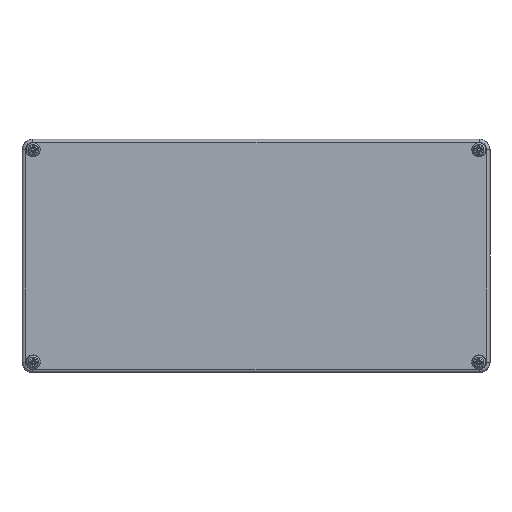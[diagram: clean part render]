
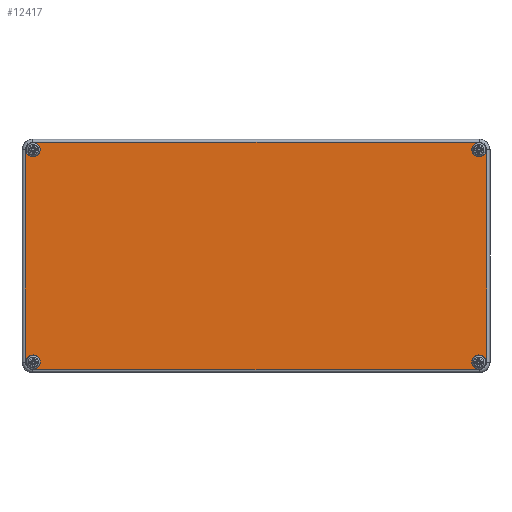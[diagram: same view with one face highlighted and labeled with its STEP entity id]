
A CAD part, top view. The second image highlights one B-rep face of the part: STEP entity #12417.
In plain terms, the highlighted face is planar.
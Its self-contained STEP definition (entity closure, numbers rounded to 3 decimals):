
#11996=CARTESIAN_POINT('',(-114.5,-58.295,-25.0));
#11997=VERTEX_POINT('',#11996);
#12005=CARTESIAN_POINT('',(114.5,-58.295,-25.0));
#12006=VERTEX_POINT('',#12005);
#12007=CARTESIAN_POINT('',(-114.5,-58.295,-25.0));
#12008=DIRECTION('',(1.0,0.0,0.0));
#12009=VECTOR('',#12008,229.);
#12010=LINE('',#12007,#12009);
#12011=EDGE_CURVE('',#11997,#12006,#12010,.T.);
#12038=CARTESIAN_POINT('',(-118.295,-54.5,-25.0));
#12039=VERTEX_POINT('',#12038);
#12047=CARTESIAN_POINT('',(-114.5,-54.5,-25.0));
#12048=DIRECTION('',(0.0,0.0,1.0));
#12049=DIRECTION('',(-0.707,-0.707,0.0));
#12050=AXIS2_PLACEMENT_3D('',#12047,#12048,#12049);
#12051=CIRCLE('',#12050,3.795);
#12052=EDGE_CURVE('',#12039,#11997,#12051,.T.);
#12070=CARTESIAN_POINT('',(118.295,-54.5,-25.0));
#12071=VERTEX_POINT('',#12070);
#12089=CARTESIAN_POINT('',(114.5,-54.5,-25.0));
#12090=DIRECTION('',(0.0,0.0,1.0));
#12091=DIRECTION('',(0.707,-0.707,0.0));
#12092=AXIS2_PLACEMENT_3D('',#12089,#12090,#12091);
#12093=CIRCLE('',#12092,3.795);
#12094=EDGE_CURVE('',#12006,#12071,#12093,.T.);
#12106=CARTESIAN_POINT('',(-118.295,54.5,-25.0));
#12107=VERTEX_POINT('',#12106);
#12115=CARTESIAN_POINT('',(-118.295,54.5,-25.0));
#12116=DIRECTION('',(0.0,-1.0,0.0));
#12117=VECTOR('',#12116,109.);
#12118=LINE('',#12115,#12117);
#12119=EDGE_CURVE('',#12107,#12039,#12118,.T.);
#12136=CARTESIAN_POINT('',(118.295,54.5,-25.0));
#12137=VERTEX_POINT('',#12136);
#12154=CARTESIAN_POINT('',(118.295,-54.5,-25.0));
#12155=DIRECTION('',(0.0,1.0,0.0));
#12156=VECTOR('',#12155,109.);
#12157=LINE('',#12154,#12156);
#12158=EDGE_CURVE('',#12071,#12137,#12157,.T.);
#12170=CARTESIAN_POINT('',(-114.5,58.295,-25.0));
#12171=VERTEX_POINT('',#12170);
#12179=CARTESIAN_POINT('',(-114.5,54.5,-25.0));
#12180=DIRECTION('',(0.0,0.0,1.0));
#12181=DIRECTION('',(-0.707,0.707,0.0));
#12182=AXIS2_PLACEMENT_3D('',#12179,#12180,#12181);
#12183=CIRCLE('',#12182,3.795);
#12184=EDGE_CURVE('',#12171,#12107,#12183,.T.);
#12202=CARTESIAN_POINT('',(114.5,58.295,-25.0));
#12203=VERTEX_POINT('',#12202);
#12221=CARTESIAN_POINT('',(114.5,54.5,-25.0));
#12222=DIRECTION('',(0.0,0.0,1.0));
#12223=DIRECTION('',(0.707,0.707,0.0));
#12224=AXIS2_PLACEMENT_3D('',#12221,#12222,#12223);
#12225=CIRCLE('',#12224,3.795);
#12226=EDGE_CURVE('',#12137,#12203,#12225,.T.);
#12244=CARTESIAN_POINT('',(114.5,58.295,-25.0));
#12245=DIRECTION('',(-1.0,0.0,0.0));
#12246=VECTOR('',#12245,229.);
#12247=LINE('',#12244,#12246);
#12248=EDGE_CURVE('',#12203,#12171,#12247,.T.);
#12358=CARTESIAN_POINT('',(0.,0.,-25.0));
#12359=DIRECTION('',(0.0,0.0,1.0));
#12360=DIRECTION('',(1.0,0.0,0.0));
#12361=AXIS2_PLACEMENT_3D('',#12358,#12359,#12360);
#12362=PLANE('',#12361);
#12363=ORIENTED_EDGE('',*,*,#12011,.F.);
#12364=ORIENTED_EDGE('',*,*,#12052,.F.);
#12365=ORIENTED_EDGE('',*,*,#12119,.F.);
#12366=ORIENTED_EDGE('',*,*,#12184,.F.);
#12367=ORIENTED_EDGE('',*,*,#12248,.F.);
#12368=ORIENTED_EDGE('',*,*,#12226,.F.);
#12369=ORIENTED_EDGE('',*,*,#12158,.F.);
#12370=ORIENTED_EDGE('',*,*,#12094,.F.);
#12371=EDGE_LOOP('',(#12363,#12364,#12365,#12366,#12367,#12368,#12369,#12370));
#12372=FACE_OUTER_BOUND('',#12371,.T.);
#12373=CARTESIAN_POINT('',(-117.95,54.5,-25.0));
#12374=VERTEX_POINT('',#12373);
#12375=CARTESIAN_POINT('',(-114.25,54.5,-25.0));
#12376=DIRECTION('',(0.0,0.0,1.0));
#12377=DIRECTION('',(1.0,0.0,0.0));
#12378=AXIS2_PLACEMENT_3D('',#12375,#12376,#12377);
#12379=CIRCLE('',#12378,3.7);
#12380=EDGE_CURVE('',#12374,#12374,#12379,.T.);
#12381=ORIENTED_EDGE('',*,*,#12380,.T.);
#12382=EDGE_LOOP('',(#12381));
#12383=FACE_BOUND('',#12382,.T.);
#12384=CARTESIAN_POINT('',(110.55,-54.5,-25.0));
#12385=VERTEX_POINT('',#12384);
#12386=CARTESIAN_POINT('',(114.25,-54.5,-25.0));
#12387=DIRECTION('',(0.0,0.0,1.0));
#12388=DIRECTION('',(1.0,0.0,0.0));
#12389=AXIS2_PLACEMENT_3D('',#12386,#12387,#12388);
#12390=CIRCLE('',#12389,3.7);
#12391=EDGE_CURVE('',#12385,#12385,#12390,.T.);
#12392=ORIENTED_EDGE('',*,*,#12391,.T.);
#12393=EDGE_LOOP('',(#12392));
#12394=FACE_BOUND('',#12393,.T.);
#12395=CARTESIAN_POINT('',(110.55,54.5,-25.0));
#12396=VERTEX_POINT('',#12395);
#12397=CARTESIAN_POINT('',(114.25,54.5,-25.0));
#12398=DIRECTION('',(0.0,0.0,1.0));
#12399=DIRECTION('',(1.0,0.0,0.0));
#12400=AXIS2_PLACEMENT_3D('',#12397,#12398,#12399);
#12401=CIRCLE('',#12400,3.7);
#12402=EDGE_CURVE('',#12396,#12396,#12401,.T.);
#12403=ORIENTED_EDGE('',*,*,#12402,.T.);
#12404=EDGE_LOOP('',(#12403));
#12405=FACE_BOUND('',#12404,.T.);
#12406=CARTESIAN_POINT('',(-117.95,-54.5,-25.0));
#12407=VERTEX_POINT('',#12406);
#12408=CARTESIAN_POINT('',(-114.25,-54.5,-25.0));
#12409=DIRECTION('',(0.0,0.0,1.0));
#12410=DIRECTION('',(1.0,0.0,0.0));
#12411=AXIS2_PLACEMENT_3D('',#12408,#12409,#12410);
#12412=CIRCLE('',#12411,3.7);
#12413=EDGE_CURVE('',#12407,#12407,#12412,.T.);
#12414=ORIENTED_EDGE('',*,*,#12413,.T.);
#12415=EDGE_LOOP('',(#12414));
#12416=FACE_BOUND('',#12415,.T.);
#12417=ADVANCED_FACE('',(#12372,#12383,#12394,#12405,#12416),#12362,.F.);
